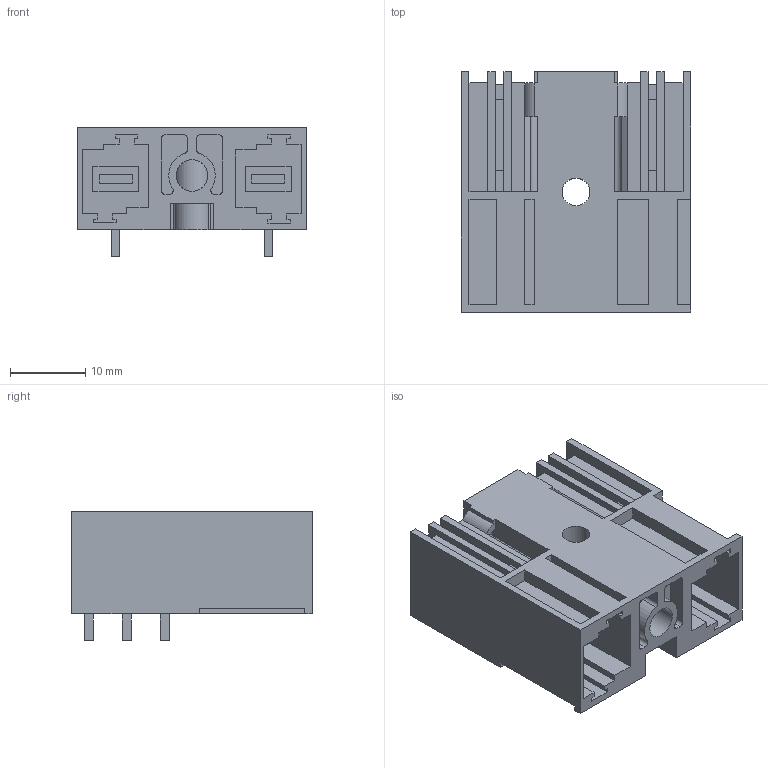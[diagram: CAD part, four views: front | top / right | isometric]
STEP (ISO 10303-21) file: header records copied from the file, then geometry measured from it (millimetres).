
FILE_DESCRIPTION(('CATIA V5 STEP Exchange','CAx-IF Rec.Pracs.--- Model Styling and Organization---1.4--- 2014-01-23'),'2;1');
FILE_NAME ('D1554752_0_2580350000_2580350000.stp','2022-12-14T13:32:57+00:00',('none'),('Weidmueller'),'CATIA Version 5-6 Release 2016 SP3 HF44','CATIA V5 STEP AP214','none');
FILE_SCHEMA(('AUTOMOTIVE_DESIGN { 1 0 10303 214 1 1 1 1 }'));
Length unit declared in the file: millimetre
Products named in the file (1): 2580350000
Bounding box: 30.48 x 32 x 17.1 mm (x, y, z)
Volume: 7226.8 mm3; surface area: 9325.4 mm2
Topology: 3 solids, 3 shells, 337 faces, 972 edges, 648 vertices
Faces by surface type: plane 294, cylinder 43
Entity records: 10502 total; most frequent: CARTESIAN_POINT 1944, ORIENTED_EDGE 1944, DIRECTION 1466, EDGE_CURVE 972, VECTOR 886, LINE 886, VERTEX_POINT 648, EDGE_LOOP 356
